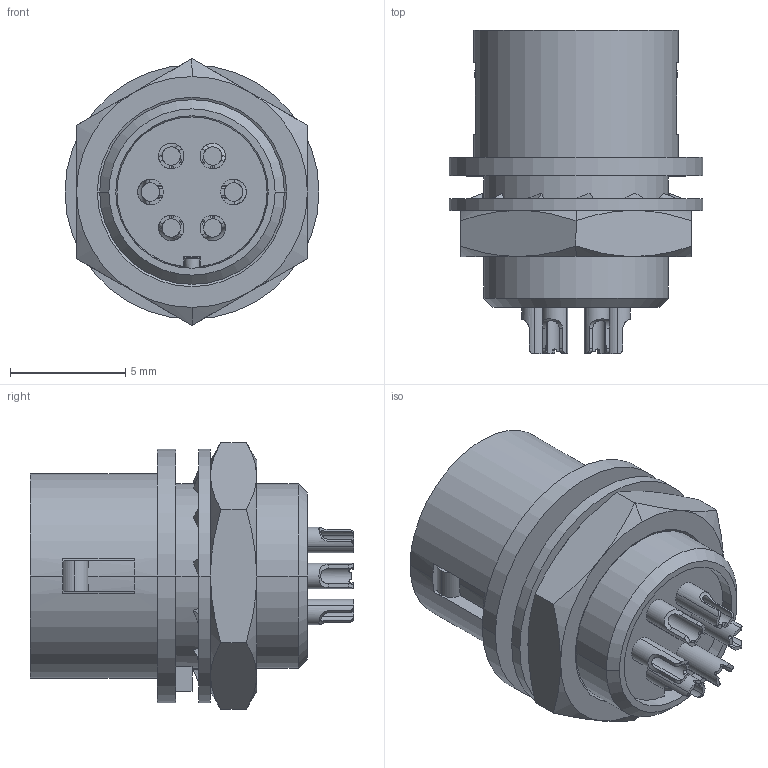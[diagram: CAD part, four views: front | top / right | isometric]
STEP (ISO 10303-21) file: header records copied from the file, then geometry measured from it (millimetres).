
FILE_DESCRIPTION(('CoCreate Modeling STEP Export'),'2;1');
FILE_NAME('HR10A-7R-6S.stp','2009-07-15T16:48:41',(''),(''),'CoCreate Modeling STEP processor for AP214 (Solid Model)','CoCreate Modeling 16.00B 02-Dec-2008 (C) Parametric Technology GmbH','');
FILE_SCHEMA(('AUTOMOTIVE_DESIGN { 1 0 10303 214 1 1 1 1 }'));
Length unit declared in the file: millimetre
Products named in the file (2): HR10A-7R-6S
Assembly tree (1 placements, depth 2):
  HR10A-7R-6S
    HR10A-7R-6S
Bounding box: 11 x 14 x 11.55 mm (x, y, z)
Volume: 647.6 mm3; surface area: 1279.4 mm2
Topology: 1 solids, 1 shells, 385 faces, 1065 edges, 685 vertices
Faces by surface type: cylinder 159, plane 138, bspline 48, cone 40
Entity records: 18265 total; most frequent: CARTESIAN_POINT 9925, ORIENTED_EDGE 2130, DIRECTION 1136, EDGE_CURVE 1065, VERTEX_POINT 685, VECTOR 462, LINE 462, EDGE_LOOP 404
